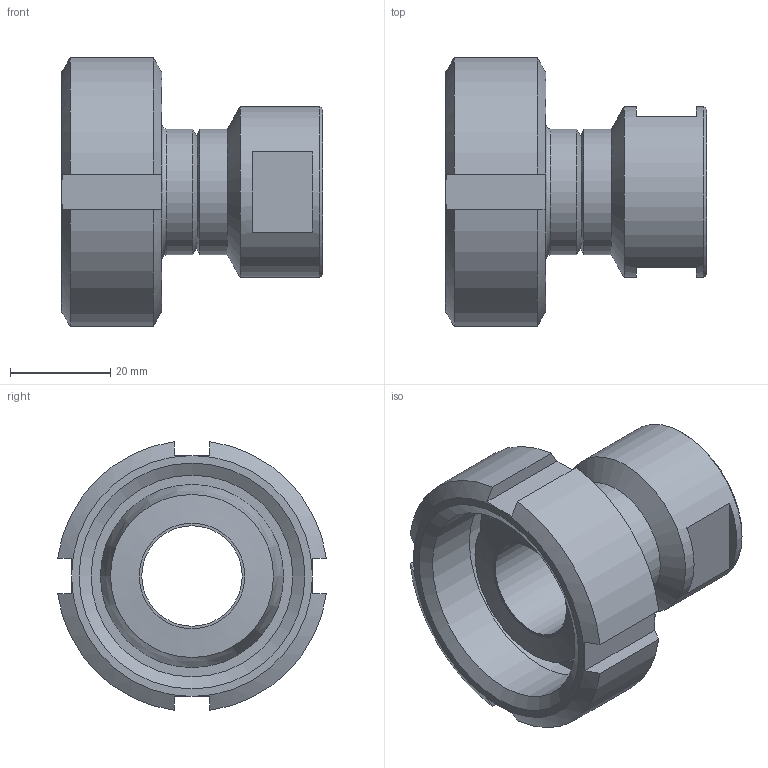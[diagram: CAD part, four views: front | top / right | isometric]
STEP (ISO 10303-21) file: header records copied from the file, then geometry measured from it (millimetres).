
FILE_DESCRIPTION((''),'2;1');
FILE_NAME('13000020X.stp','2010-08-11T10:47:52',('thilbrands'),(''),'Autodesk Inventor 2008','Autodesk Inventor 2008','');
FILE_SCHEMA(('AUTOMOTIVE_DESIGN { 1 0 10303 214 1 1 1 1 }'));
Length unit declared in the file: millimetre
Products named in the file (4): 130000151; ENG-007296-DN20; 110000106-DN20; 141070101-DN20
Assembly tree (3 placements, depth 2):
  130000151
    ENG-007296-DN20
    110000106-DN20
    141070101-DN20
Bounding box: 52 x 53.54 x 53.54 mm (x, y, z)
Volume: 33859.8 mm3; surface area: 18530.5 mm2
Topology: 3 solids, 3 shells, 62 faces, 131 edges, 81 vertices
Faces by surface type: plane 26, cone 17, cylinder 15, bspline 4
Full cylindrical faces by diameter (mm): 20 x2, 24.627 x1, 25 x2, 26.441 x1, 30 x1, 31 x1, 34 x1, 40.19 x1, 44.4 x1
Entity records: 1658 total; most frequent: CARTESIAN_POINT 372, DIRECTION 256, ORIENTED_EDGE 214, AXIS2_PLACEMENT_3D 116, EDGE_CURVE 107, EDGE_LOOP 96, VERTEX_POINT 79, FACE_OUTER_BOUND 62
